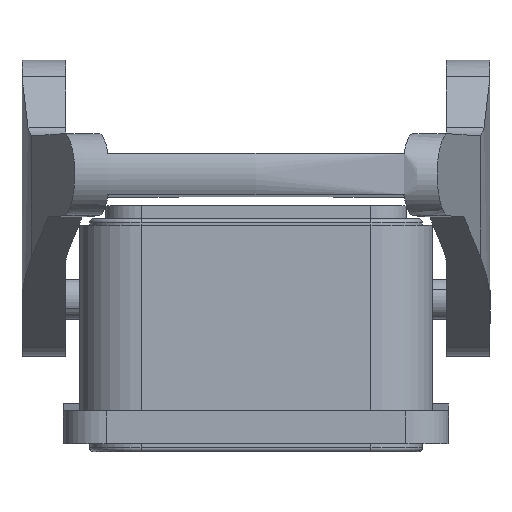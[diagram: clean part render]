
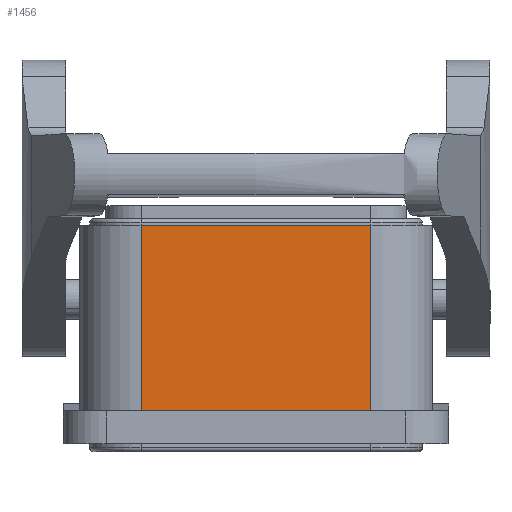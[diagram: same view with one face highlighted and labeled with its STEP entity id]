
A CAD part, front view. The second image highlights one B-rep face of the part: STEP entity #1456.
In plain terms, the highlighted planar face has unit normal (0, -1, 0).
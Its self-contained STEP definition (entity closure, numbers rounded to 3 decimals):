
#1429=AXIS2_PLACEMENT_3D('Plane Axis2P3D',#1426,#1427,#1428) ;
#199=CARTESIAN_POINT('Vertex',(42.5,18.226,5.)) ;
#202=CARTESIAN_POINT('Line Origine',(28.5,18.226,5.)) ;
#206=CARTESIAN_POINT('Vertex',(14.5,18.226,5.)) ;
#1426=CARTESIAN_POINT('Axis2P3D Location',(7.,18.226,23.3)) ;
#1431=CARTESIAN_POINT('Line Origine',(42.5,18.226,16.3)) ;
#1435=CARTESIAN_POINT('Vertex',(42.5,18.226,27.6)) ;
#1438=CARTESIAN_POINT('Line Origine',(28.5,18.226,27.6)) ;
#1442=CARTESIAN_POINT('Vertex',(14.5,18.226,27.6)) ;
#1445=CARTESIAN_POINT('Line Origine',(14.5,18.226,16.3)) ;
#203=DIRECTION('Vector Direction',(1.,0.,0.)) ;
#1427=DIRECTION('Axis2P3D Direction',(-0.,1.,0.)) ;
#1428=DIRECTION('Axis2P3D XDirection',(1.,0.,0.)) ;
#1432=DIRECTION('Vector Direction',(0.,0.,-1.)) ;
#1439=DIRECTION('Vector Direction',(1.,0.,0.)) ;
#1446=DIRECTION('Vector Direction',(0.,0.,-1.)) ;
#204=VECTOR('Line Direction',#203,1.) ;
#1433=VECTOR('Line Direction',#1432,1.) ;
#1440=VECTOR('Line Direction',#1439,1.) ;
#1447=VECTOR('Line Direction',#1446,1.) ;
#1451=ORIENTED_EDGE('',*,*,#208,.T.) ;
#1452=ORIENTED_EDGE('',*,*,#1437,.F.) ;
#1453=ORIENTED_EDGE('',*,*,#1444,.F.) ;
#1454=ORIENTED_EDGE('',*,*,#1449,.T.) ;
#1456=ADVANCED_FACE('Hauptk\X2\00F6\X0\rper',(#1455),#1430,.F.) ;
#208=EDGE_CURVE('',#207,#200,#205,.T.) ;
#1437=EDGE_CURVE('',#1436,#200,#1434,.T.) ;
#1444=EDGE_CURVE('',#1443,#1436,#1441,.T.) ;
#1449=EDGE_CURVE('',#1443,#207,#1448,.T.) ;
#1450=EDGE_LOOP('',(#1451,#1452,#1453,#1454)) ;
#1455=FACE_OUTER_BOUND('',#1450,.T.) ;
#205=LINE('Line',#202,#204) ;
#1434=LINE('Line',#1431,#1433) ;
#1441=LINE('Line',#1438,#1440) ;
#1448=LINE('Line',#1445,#1447) ;
#1430=PLANE('',#1429) ;
#200=VERTEX_POINT('',#199) ;
#207=VERTEX_POINT('',#206) ;
#1436=VERTEX_POINT('',#1435) ;
#1443=VERTEX_POINT('',#1442) ;
